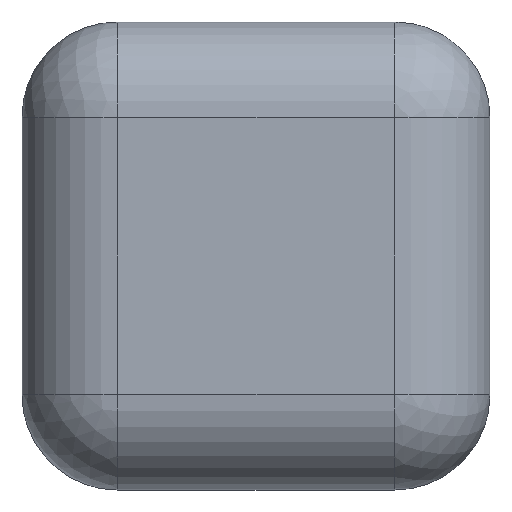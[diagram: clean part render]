
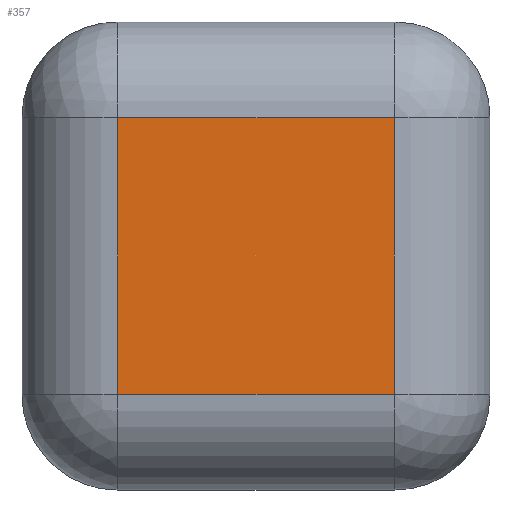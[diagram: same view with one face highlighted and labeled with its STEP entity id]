
A CAD part, left-side view. The second image highlights one B-rep face of the part: STEP entity #357.
In plain terms, the highlighted planar face has unit normal (-1, 0, 0).
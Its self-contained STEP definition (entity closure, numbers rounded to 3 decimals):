
#19=PLANE('',#421);
#31=LINE('',#622,#55);
#33=LINE('',#625,#57);
#39=LINE('',#634,#63);
#43=LINE('',#640,#67);
#55=VECTOR('',#511,10.);
#57=VECTOR('',#515,10.);
#63=VECTOR('',#527,10.);
#67=VECTOR('',#535,10.);
#105=FACE_OUTER_BOUND('',#131,.T.);
#131=EDGE_LOOP('',(#317,#318,#319,#320));
#158=VERTEX_POINT('',#552);
#161=VERTEX_POINT('',#559);
#167=VERTEX_POINT('',#573);
#173=VERTEX_POINT('',#587);
#215=EDGE_CURVE('',#161,#173,#31,.T.);
#217=EDGE_CURVE('',#173,#167,#33,.T.);
#223=EDGE_CURVE('',#167,#158,#39,.T.);
#227=EDGE_CURVE('',#158,#161,#43,.T.);
#317=ORIENTED_EDGE('',*,*,#215,.F.);
#318=ORIENTED_EDGE('',*,*,#227,.F.);
#319=ORIENTED_EDGE('',*,*,#223,.F.);
#320=ORIENTED_EDGE('',*,*,#217,.F.);
#357=ADVANCED_FACE('',(#105),#19,.T.);
#421=AXIS2_PLACEMENT_3D('',#646,#545,#546);
#511=DIRECTION('',(0.,0.,-1.));
#515=DIRECTION('',(0.,1.,0.));
#527=DIRECTION('',(0.,0.,1.));
#535=DIRECTION('',(0.,-1.,0.));
#545=DIRECTION('center_axis',(-1.,0.,0.));
#546=DIRECTION('ref_axis',(0.,0.,1.));
#552=CARTESIAN_POINT('',(-8.647,109.,83.));
#559=CARTESIAN_POINT('',(-8.647,106.1,83.));
#573=CARTESIAN_POINT('',(-8.647,109.,80.1));
#587=CARTESIAN_POINT('',(-8.647,106.1,80.1));
#622=CARTESIAN_POINT('',(-8.647,106.1,80.325));
#625=CARTESIAN_POINT('',(-8.647,108.775,80.1));
#634=CARTESIAN_POINT('',(-8.647,109.,82.775));
#640=CARTESIAN_POINT('',(-8.647,106.325,83.));
#646=CARTESIAN_POINT('Origin',(-8.647,107.55,81.55));
